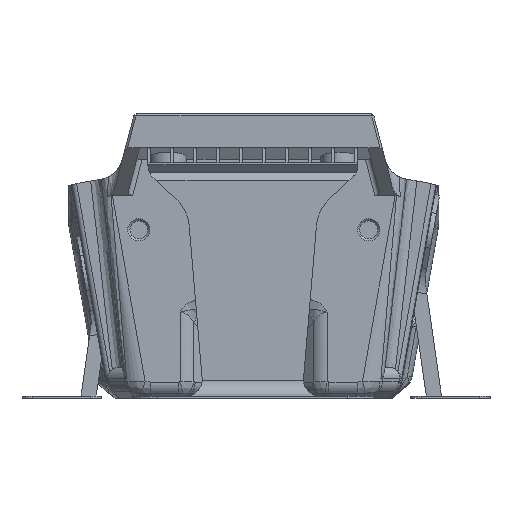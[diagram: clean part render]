
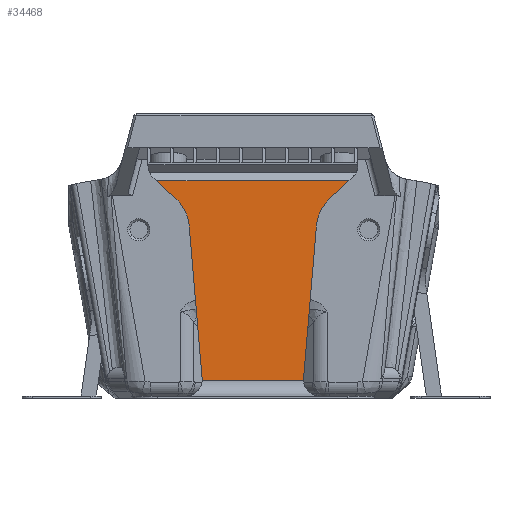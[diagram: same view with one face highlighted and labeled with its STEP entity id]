
A CAD part, front view. The second image highlights one B-rep face of the part: STEP entity #34468.
In plain terms, the highlighted planar face has unit normal (0, -1, 0).
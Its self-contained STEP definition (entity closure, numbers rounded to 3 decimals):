
#2063=CIRCLE('',#37417,3.);
#2064=CIRCLE('',#37418,3.);
#2065=CIRCLE('',#37419,8.);
#2066=CIRCLE('',#37420,8.);
#12097=ORIENTED_EDGE('',*,*,#17682,.T.);
#12098=ORIENTED_EDGE('',*,*,#17683,.T.);
#12099=ORIENTED_EDGE('',*,*,#17684,.T.);
#12100=ORIENTED_EDGE('',*,*,#17680,.F.);
#12101=ORIENTED_EDGE('',*,*,#17685,.T.);
#12102=ORIENTED_EDGE('',*,*,#17686,.T.);
#12103=ORIENTED_EDGE('',*,*,#17687,.F.);
#12104=ORIENTED_EDGE('',*,*,#17688,.F.);
#12105=ORIENTED_EDGE('',*,*,#17689,.T.);
#12106=ORIENTED_EDGE('',*,*,#17690,.T.);
#17680=EDGE_CURVE('',#21130,#21131,#24109,.T.);
#17682=EDGE_CURVE('',#21132,#21133,#2063,.T.);
#17683=EDGE_CURVE('',#21133,#21134,#24111,.F.);
#17684=EDGE_CURVE('',#21134,#21131,#2064,.T.);
#17685=EDGE_CURVE('',#21130,#21135,#2065,.T.);
#17686=EDGE_CURVE('',#21135,#21136,#24112,.T.);
#17687=EDGE_CURVE('',#21137,#21136,#24113,.T.);
#17688=EDGE_CURVE('',#21138,#21137,#24114,.T.);
#17689=EDGE_CURVE('',#21138,#21139,#2066,.T.);
#17690=EDGE_CURVE('',#21139,#21132,#24115,.T.);
#21130=VERTEX_POINT('',#65628);
#21131=VERTEX_POINT('',#65630);
#21132=VERTEX_POINT('',#65634);
#21133=VERTEX_POINT('',#65635);
#21134=VERTEX_POINT('',#65637);
#21135=VERTEX_POINT('',#65640);
#21136=VERTEX_POINT('',#65642);
#21137=VERTEX_POINT('',#65644);
#21138=VERTEX_POINT('',#65646);
#21139=VERTEX_POINT('',#65648);
#24109=LINE('',#65629,#27155);
#24111=LINE('',#65636,#27157);
#24112=LINE('',#65641,#27158);
#24113=LINE('',#65643,#27159);
#24114=LINE('',#65645,#27160);
#24115=LINE('',#65649,#27161);
#27155=VECTOR('',#45525,1000.);
#27157=VECTOR('',#45531,1000.);
#27158=VECTOR('',#45536,1000.);
#27159=VECTOR('',#45537,1000.);
#27160=VECTOR('',#45538,1000.);
#27161=VECTOR('',#45541,1000.);
#29403=EDGE_LOOP('',(#12097,#12098,#12099,#12100,#12101,#12102,#12103,#12104,
#12105,#12106));
#31448=FACE_BOUND('',#29403,.T.);
#32593=PLANE('',#37416);
#34468=ADVANCED_FACE('',(#31448),#32593,.F.);
#37416=AXIS2_PLACEMENT_3D('',#65632,#45527,#45528);
#37417=AXIS2_PLACEMENT_3D('',#65633,#45529,#45530);
#37418=AXIS2_PLACEMENT_3D('',#65638,#45532,#45533);
#37419=AXIS2_PLACEMENT_3D('',#65639,#45534,#45535);
#37420=AXIS2_PLACEMENT_3D('',#65647,#45539,#45540);
#45525=DIRECTION('',(-0.084,0.,-0.996));
#45527=DIRECTION('',(0.,1.,0.));
#45528=DIRECTION('',(0.,0.,1.));
#45529=DIRECTION('',(0.,1.,0.));
#45530=DIRECTION('',(0.,0.,1.));
#45531=DIRECTION('',(-1.,0.,0.));
#45532=DIRECTION('',(0.,1.,0.));
#45533=DIRECTION('',(0.,0.,1.));
#45534=DIRECTION('',(0.,1.,0.));
#45535=DIRECTION('',(0.,0.,1.));
#45536=DIRECTION('',(0.731,0.,0.682));
#45537=DIRECTION('',(1.,0.,0.));
#45538=DIRECTION('',(-0.731,0.,0.682));
#45539=DIRECTION('',(0.,1.,0.));
#45540=DIRECTION('',(0.,0.,1.));
#45541=DIRECTION('',(0.084,0.,-0.996));
#65628=CARTESIAN_POINT('',(11.856,-32.314,32.579));
#65629=CARTESIAN_POINT('',(36.482,-32.314,324.724));
#65630=CARTESIAN_POINT('',(9.418,-32.314,3.652));
#65632=CARTESIAN_POINT('',(0.,-32.314,327.8));
#65633=CARTESIAN_POINT('',(-12.767,-32.314,3.4));
#65634=CARTESIAN_POINT('',(-9.777,-32.314,3.652));
#65635=CARTESIAN_POINT('',(-9.767,-32.314,3.4));
#65636=CARTESIAN_POINT('',(9.143,-32.314,3.4));
#65637=CARTESIAN_POINT('',(9.407,-32.314,3.4));
#65638=CARTESIAN_POINT('',(12.407,-32.314,3.4));
#65639=CARTESIAN_POINT('',(19.828,-32.314,31.907));
#65640=CARTESIAN_POINT('',(14.372,-32.314,37.757));
#65641=CARTESIAN_POINT('',(16.736,-32.314,39.963));
#65642=CARTESIAN_POINT('',(17.982,-32.314,41.124));
#65643=CARTESIAN_POINT('',(-65.369,-32.314,41.124));
#65644=CARTESIAN_POINT('',(-18.341,-32.314,41.124));
#65645=CARTESIAN_POINT('',(-17.096,-32.314,39.963));
#65646=CARTESIAN_POINT('',(-14.731,-32.314,37.757));
#65647=CARTESIAN_POINT('',(-20.187,-32.314,31.907));
#65648=CARTESIAN_POINT('',(-12.216,-32.314,32.579));
#65649=CARTESIAN_POINT('',(-36.839,-32.314,324.694));
